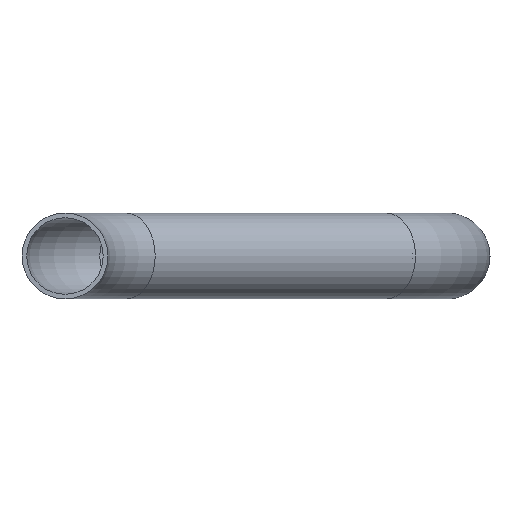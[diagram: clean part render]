
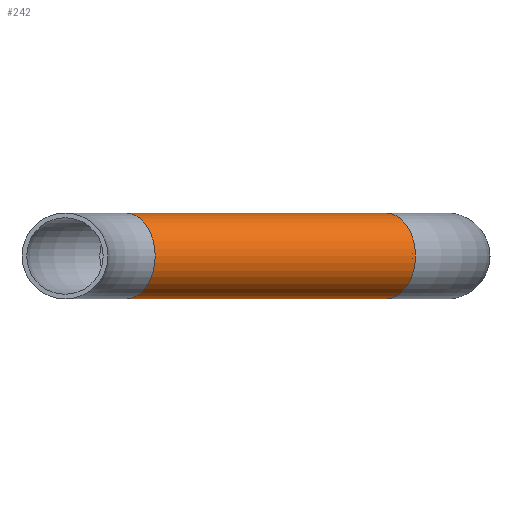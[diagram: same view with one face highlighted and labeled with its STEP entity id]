
A CAD part, left-side view. The second image highlights one B-rep face of the part: STEP entity #242.
In plain terms, the highlighted cylindrical face has radius 9 mm (diameter 18 mm), a full revolution.
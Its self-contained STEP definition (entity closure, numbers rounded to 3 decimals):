
#36=FACE_OUTER_BOUND('',#52,.T.);
#52=EDGE_LOOP('',(#203,#204,#205,#206,#207));
#65=LINE('',#458,#73);
#73=VECTOR('',#381,9.);
#94=CIRCLE('',#297,9.);
#95=CIRCLE('',#299,9.);
#96=CIRCLE('',#300,9.);
#115=VERTEX_POINT('',#453);
#116=VERTEX_POINT('',#457);
#117=VERTEX_POINT('',#459);
#146=EDGE_CURVE('',#115,#115,#94,.T.);
#147=EDGE_CURVE('',#115,#116,#65,.T.);
#148=EDGE_CURVE('',#117,#116,#95,.T.);
#149=EDGE_CURVE('',#116,#117,#96,.T.);
#203=ORIENTED_EDGE('',*,*,#146,.T.);
#204=ORIENTED_EDGE('',*,*,#147,.T.);
#205=ORIENTED_EDGE('',*,*,#148,.F.);
#206=ORIENTED_EDGE('',*,*,#149,.F.);
#207=ORIENTED_EDGE('',*,*,#147,.F.);
#229=CYLINDRICAL_SURFACE('',#298,9.);
#242=ADVANCED_FACE('',(#36),#229,.T.);
#297=AXIS2_PLACEMENT_3D('',#455,#377,#378);
#298=AXIS2_PLACEMENT_3D('',#456,#379,#380);
#299=AXIS2_PLACEMENT_3D('',#460,#382,#383);
#300=AXIS2_PLACEMENT_3D('',#461,#384,#385);
#377=DIRECTION('center_axis',(-0.681,0.732,0.));
#378=DIRECTION('ref_axis',(-0.732,-0.681,0.));
#379=DIRECTION('center_axis',(0.681,-0.732,0.));
#380=DIRECTION('ref_axis',(-0.732,-0.681,0.));
#381=DIRECTION('',(-0.681,0.732,0.));
#382=DIRECTION('center_axis',(-0.681,0.732,0.));
#383=DIRECTION('ref_axis',(-0.732,-0.681,0.));
#384=DIRECTION('center_axis',(-0.681,0.732,0.));
#385=DIRECTION('ref_axis',(-0.732,-0.681,0.));
#453=CARTESIAN_POINT('',(136.588,-61.119,0.));
#455=CARTESIAN_POINT('Origin',(130.,-67.25,0.));
#456=CARTESIAN_POINT('Origin',(79.282,-12.75,0.));
#457=CARTESIAN_POINT('',(85.87,-6.619,0.));
#458=CARTESIAN_POINT('',(85.87,-6.619,0.));
#459=CARTESIAN_POINT('',(72.694,-18.881,0.));
#460=CARTESIAN_POINT('Origin',(79.282,-12.75,0.));
#461=CARTESIAN_POINT('Origin',(79.282,-12.75,0.));
